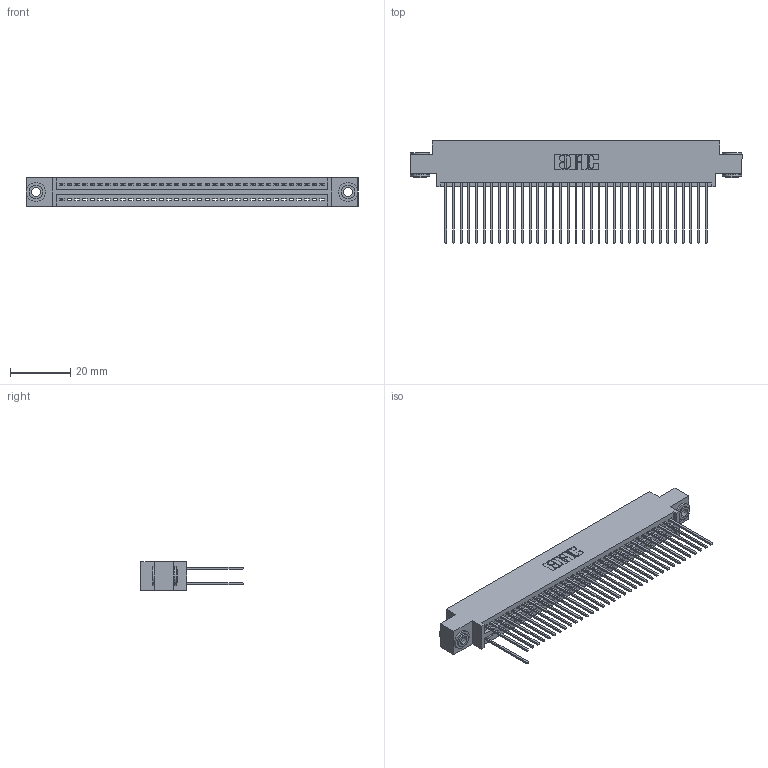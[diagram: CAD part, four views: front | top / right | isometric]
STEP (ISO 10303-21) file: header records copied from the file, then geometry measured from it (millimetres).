
FILE_DESCRIPTION (( 'STEP AP203' ), '1' );
FILE_NAME ('395-070-541-803.STEP', '2018-11-26T20:22:17', ( '' ), ( '' ), 'SwSTEP 2.0', 'SolidWorks 2016', '' );
FILE_SCHEMA (( 'CONFIG_CONTROL_DESIGN' ));
Length unit declared in the file: inch
Products named in the file (4): 345 Part_0.170 Offset - 0.156 Dia-TH; 345-292-001_345-293-141; 395-070-541-803; 345-250-002_345-250-002-102
Assembly tree (39 placements, depth 2):
  395-070-541-803
    345 Part_0.170 Offset - 0.156 Dia-TH
    345-292-001_345-293-141  x36
    345-250-002_345-250-002-102  x2
Bounding box: 110.11 x 33.96 x 9.4 mm (x, y, z)
Volume: 10437.2 mm3; surface area: 14875.8 mm2
Topology: 39 solids, 39 shells, 2240 faces, 6711 edges, 4422 vertices
Faces by surface type: plane 1520, cylinder 712, cone 8
Entity records: 28116 total; most frequent: CARTESIAN_POINT 4845, ORIENTED_EDGE 4806, DIRECTION 4273, EDGE_CURVE 2403, VECTOR 2107, LINE 2107, VERTEX_POINT 1598, AXIS2_PLACEMENT_3D 1083
